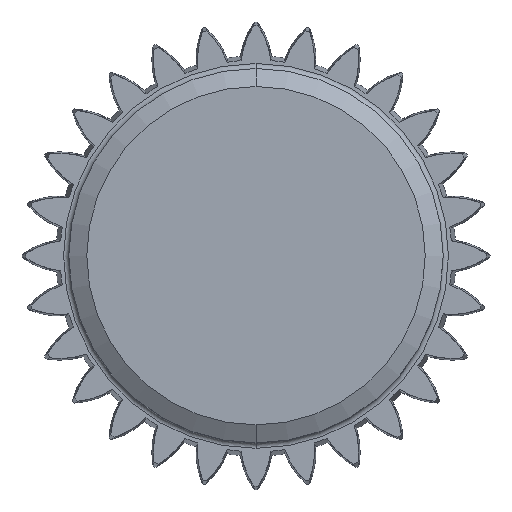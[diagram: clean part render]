
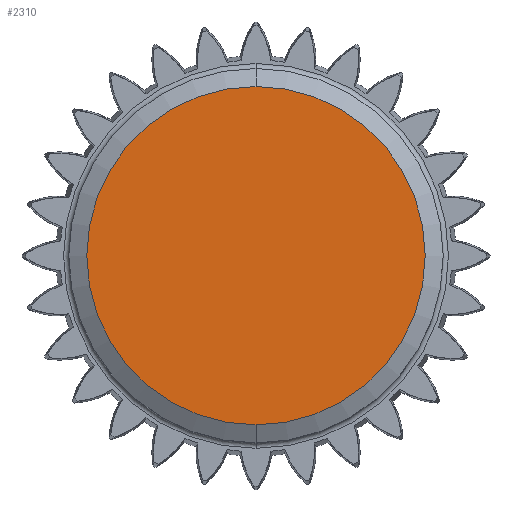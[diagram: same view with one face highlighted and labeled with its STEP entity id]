
A CAD part, top view. The second image highlights one B-rep face of the part: STEP entity #2310.
In plain terms, the highlighted planar face has unit normal (0, 0, 1).
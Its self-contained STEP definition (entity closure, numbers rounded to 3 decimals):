
#11=CARTESIAN_POINT('',(0.,0.,17.));
#12=DIRECTION('',(0.,0.,1.));
#13=DIRECTION('',(0.,1.,0.));
#14=AXIS2_PLACEMENT_3D('',#11,#12,#13);
#29=CARTESIAN_POINT('',(0.,0.,17.));
#30=DIRECTION('',(0.,0.,-1.));
#31=DIRECTION('',(0.,1.,0.));
#32=AXIS2_PLACEMENT_3D('',#29,#30,#31);
#2223=CARTESIAN_POINT('',(0.,16.268,17.));
#2224=CARTESIAN_POINT('',(0.,-16.268,17.));
#2225=VERTEX_POINT('',#2223);
#2226=VERTEX_POINT('',#2224);
#2300=CARTESIAN_POINT('',(0.,0.,17.));
#2301=DIRECTION('',(0.,0.,-1.));
#2302=DIRECTION('',(0.,-1.,0.));
#2303=AXIS2_PLACEMENT_3D('',#2300,#2301,#2302);
#2304=PLANE('',#2303);
#2305=ORIENTED_EDGE('',*,*,#2290,.F.);
#2307=ORIENTED_EDGE('',*,*,#2306,.T.);
#2308=EDGE_LOOP('',(#2305,#2307));
#2309=FACE_OUTER_BOUND('',#2308,.F.);
#2310=ADVANCED_FACE('',(#2309),#2304,.F.);
#15=CIRCLE('',#14,16.268);
#33=CIRCLE('',#32,16.268);
#2290=EDGE_CURVE('',#2225,#2226,#15,.T.);
#2306=EDGE_CURVE('',#2225,#2226,#33,.T.);
